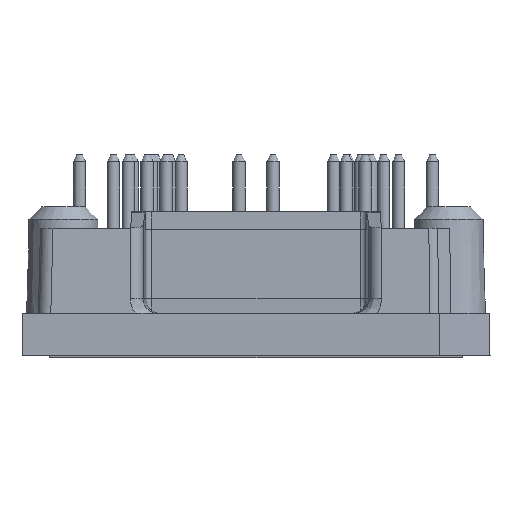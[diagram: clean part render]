
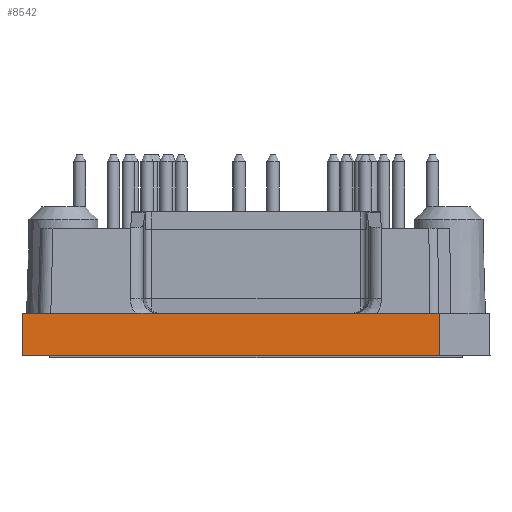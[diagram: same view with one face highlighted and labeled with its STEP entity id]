
A CAD part, left-side view. The second image highlights one B-rep face of the part: STEP entity #8542.
In plain terms, the highlighted planar face has unit normal (-1, 0, 0.018).
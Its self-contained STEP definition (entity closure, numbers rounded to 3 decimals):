
#2014=ORIENTED_EDGE('',*,*,#3819,.T.);
#2015=ORIENTED_EDGE('',*,*,#3820,.F.);
#2016=ORIENTED_EDGE('',*,*,#3817,.T.);
#2017=ORIENTED_EDGE('',*,*,#3770,.T.);
#3770=EDGE_CURVE('',#4749,#4753,#5495,.F.);
#3817=EDGE_CURVE('',#4794,#4749,#5534,.T.);
#3819=EDGE_CURVE('',#4753,#4795,#5536,.F.);
#3820=EDGE_CURVE('',#4794,#4795,#5537,.F.);
#4749=VERTEX_POINT('',#17925);
#4753=VERTEX_POINT('',#17933);
#4794=VERTEX_POINT('',#18029);
#4795=VERTEX_POINT('',#18033);
#5495=LINE('',#17934,#6132);
#5534=LINE('',#18028,#6171);
#5536=LINE('',#18032,#6173);
#5537=LINE('',#18034,#6174);
#6132=VECTOR('',#13492,1000.);
#6171=VECTOR('',#13561,1000.);
#6173=VECTOR('',#13565,1000.);
#6174=VECTOR('',#13566,1000.);
#6658=EDGE_LOOP('',(#2014,#2015,#2016,#2017));
#7475=FACE_BOUND('',#6658,.T.);
#8118=PLANE('',#11983);
#8542=ADVANCED_FACE('',(#7475),#8118,.T.);
#11983=AXIS2_PLACEMENT_3D('',#18031,#13563,#13564);
#13492=DIRECTION('',(0.,1.,0.));
#13561=DIRECTION('',(-0.017,0.017,-1.));
#13563=DIRECTION('',(-1.,0.,0.017));
#13564=DIRECTION('',(0.017,0.,1.));
#13565=DIRECTION('',(-0.017,-0.007,-1.));
#13566=DIRECTION('',(0.,1.,0.));
#17925=CARTESIAN_POINT('',(-41.,18.7,0.));
#17933=CARTESIAN_POINT('',(-41.,-14.7,0.));
#17934=CARTESIAN_POINT('',(-41.,0.,0.));
#18028=CARTESIAN_POINT('',(-40.994,18.694,0.326));
#18029=CARTESIAN_POINT('',(-40.941,18.641,3.4));
#18031=CARTESIAN_POINT('',(-41.,0.,0.));
#18032=CARTESIAN_POINT('',(-40.998,-14.699,0.134));
#18033=CARTESIAN_POINT('',(-40.941,-14.675,3.4));
#18034=CARTESIAN_POINT('',(-40.941,0.,3.4));
